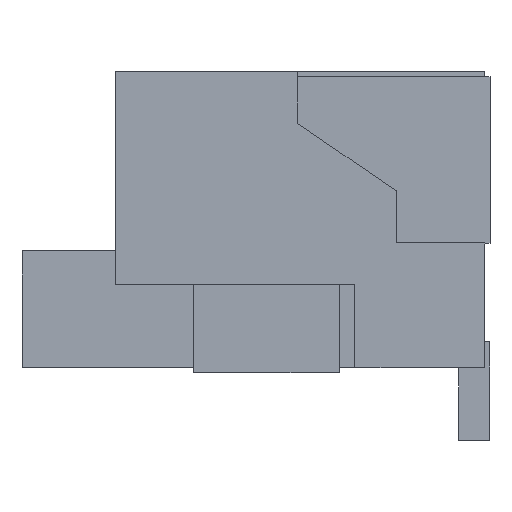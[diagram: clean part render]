
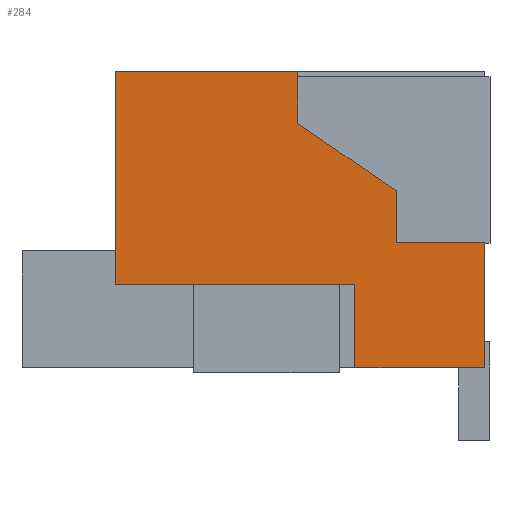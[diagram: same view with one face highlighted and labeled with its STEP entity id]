
A CAD part, left-side view. The second image highlights one B-rep face of the part: STEP entity #284.
In plain terms, the highlighted planar face has unit normal (-1, 0, 0).
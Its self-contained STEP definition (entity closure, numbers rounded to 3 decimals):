
#111 = CARTESIAN_POINT ( 'NONE',  ( -7., 0.1, -2.85 ) ) ;
#192 = FACE_OUTER_BOUND ( 'NONE', #4424, .T. ) ;
#224 = DIRECTION ( 'NONE',  ( -1., 0., 0. ) ) ;
#244 = VECTOR ( 'NONE', #3294, 1000. ) ;
#251 = ORIENTED_EDGE ( 'NONE', *, *, #4556, .T. ) ;
#276 = VERTEX_POINT ( 'NONE', #6114 ) ;
#284 = ADVANCED_FACE ( 'NONE', ( #192 ), #4103, .T. ) ;
#346 = CARTESIAN_POINT ( 'NONE',  ( -7., 1.8, -2.85 ) ) ;
#392 = EDGE_CURVE ( 'NONE', #2764, #4732, #4349, .T. ) ;
#474 = DIRECTION ( 'NONE',  ( 0., 1., 0. ) ) ;
#513 = LINE ( 'NONE', #1159, #1220 ) ;
#665 = ORIENTED_EDGE ( 'NONE', *, *, #2835, .T. ) ;
#697 = VERTEX_POINT ( 'NONE', #5008 ) ;
#752 = DIRECTION ( 'NONE',  ( 0., 0., 1. ) ) ;
#848 = CARTESIAN_POINT ( 'NONE',  ( -7., 3.7, 1.85 ) ) ;
#994 = EDGE_CURVE ( 'NONE', #4732, #1234, #5211, .T. ) ;
#1026 = LINE ( 'NONE', #1830, #5503 ) ;
#1084 = DIRECTION ( 'NONE',  ( 0., 0., -1. ) ) ;
#1159 = CARTESIAN_POINT ( 'NONE',  ( -7., 0.1, -2.85 ) ) ;
#1220 = VECTOR ( 'NONE', #2164, 1000. ) ;
#1234 = VERTEX_POINT ( 'NONE', #4916 ) ;
#1289 = ORIENTED_EDGE ( 'NONE', *, *, #392, .T. ) ;
#1411 = EDGE_CURVE ( 'NONE', #276, #5405, #1026, .T. ) ;
#1446 = CARTESIAN_POINT ( 'NONE',  ( -7., 3.7, 2.85 ) ) ;
#1547 = CARTESIAN_POINT ( 'NONE',  ( -7., 7.2, -1.25 ) ) ;
#1605 = CARTESIAN_POINT ( 'NONE',  ( -7., 2.6, -2.85 ) ) ;
#1677 = VECTOR ( 'NONE', #2997, 1000. ) ;
#1825 = DIRECTION ( 'NONE',  ( 0., 0., 1. ) ) ;
#1830 = CARTESIAN_POINT ( 'NONE',  ( -7., 0.1, -0.45 ) ) ;
#2074 = ORIENTED_EDGE ( 'NONE', *, *, #4346, .T. ) ;
#2125 = VERTEX_POINT ( 'NONE', #5418 ) ;
#2164 = DIRECTION ( 'NONE',  ( 0., -1., 0. ) ) ;
#2379 = CARTESIAN_POINT ( 'NONE',  ( -7., 0.1, 2.85 ) ) ;
#2659 = EDGE_CURVE ( 'NONE', #5040, #3646, #513, .T. ) ;
#2764 = VERTEX_POINT ( 'NONE', #848 ) ;
#2835 = EDGE_CURVE ( 'NONE', #697, #2764, #5171, .T. ) ;
#2876 = ORIENTED_EDGE ( 'NONE', *, *, #994, .T. ) ;
#2955 = ORIENTED_EDGE ( 'NONE', *, *, #3115, .T. ) ;
#2997 = DIRECTION ( 'NONE',  ( 0., 0., 1. ) ) ;
#3092 = DIRECTION ( 'NONE',  ( 0., 0.825, 0.565 ) ) ;
#3115 = EDGE_CURVE ( 'NONE', #5405, #697, #3875, .T. ) ;
#3283 = VECTOR ( 'NONE', #5704, 1000. ) ;
#3294 = DIRECTION ( 'NONE',  ( 0., 1., 0. ) ) ;
#3583 = VECTOR ( 'NONE', #1825, 1000. ) ;
#3646 = VERTEX_POINT ( 'NONE', #111 ) ;
#3769 = LINE ( 'NONE', #1605, #6052 ) ;
#3875 = LINE ( 'NONE', #346, #1677 ) ;
#3881 = ORIENTED_EDGE ( 'NONE', *, *, #2659, .T. ) ;
#4103 = PLANE ( 'NONE',  #5470 ) ;
#4115 = VECTOR ( 'NONE', #3092, 1000. ) ;
#4183 = CARTESIAN_POINT ( 'NONE',  ( -7., 0.1, -1.25 ) ) ;
#4184 = CARTESIAN_POINT ( 'NONE',  ( -7., 0.1, 2.85 ) ) ;
#4208 = CARTESIAN_POINT ( 'NONE',  ( -7., 7.2, -2.85 ) ) ;
#4346 = EDGE_CURVE ( 'NONE', #2125, #5040, #3769, .T. ) ;
#4349 = LINE ( 'NONE', #5244, #6251 ) ;
#4424 = EDGE_LOOP ( 'NONE', ( #2074, #3881, #4801, #5053, #2955, #665, #1289, #2876, #251, #5513 ) ) ;
#4520 = EDGE_CURVE ( 'NONE', #4785, #2125, #6523, .T. ) ;
#4556 = EDGE_CURVE ( 'NONE', #1234, #4785, #5818, .T. ) ;
#4692 = CARTESIAN_POINT ( 'NONE',  ( -7., 1.8, -0.45 ) ) ;
#4717 = DIRECTION ( 'NONE',  ( 0., 0., -1. ) ) ;
#4732 = VERTEX_POINT ( 'NONE', #1446 ) ;
#4785 = VERTEX_POINT ( 'NONE', #1547 ) ;
#4801 = ORIENTED_EDGE ( 'NONE', *, *, #5406, .T. ) ;
#4916 = CARTESIAN_POINT ( 'NONE',  ( -7., 7.2, 2.85 ) ) ;
#4957 = LINE ( 'NONE', #4184, #3583 ) ;
#5008 = CARTESIAN_POINT ( 'NONE',  ( -7., 1.8, 0.55 ) ) ;
#5040 = VERTEX_POINT ( 'NONE', #6532 ) ;
#5053 = ORIENTED_EDGE ( 'NONE', *, *, #1411, .T. ) ;
#5142 = CARTESIAN_POINT ( 'NONE',  ( -7., 0.1, -2.85 ) ) ;
#5171 = LINE ( 'NONE', #6129, #4115 ) ;
#5211 = LINE ( 'NONE', #2379, #244 ) ;
#5244 = CARTESIAN_POINT ( 'NONE',  ( -7., 3.7, -2.85 ) ) ;
#5266 = DIRECTION ( 'NONE',  ( 0., 0., 1. ) ) ;
#5405 = VERTEX_POINT ( 'NONE', #4692 ) ;
#5406 = EDGE_CURVE ( 'NONE', #3646, #276, #4957, .T. ) ;
#5418 = CARTESIAN_POINT ( 'NONE',  ( -7., 2.6, -1.25 ) ) ;
#5470 = AXIS2_PLACEMENT_3D ( 'NONE', #5142, #224, #5266 ) ;
#5503 = VECTOR ( 'NONE', #474, 1000. ) ;
#5513 = ORIENTED_EDGE ( 'NONE', *, *, #4520, .T. ) ;
#5704 = DIRECTION ( 'NONE',  ( 0., -1., 0. ) ) ;
#5818 = LINE ( 'NONE', #4208, #6214 ) ;
#6052 = VECTOR ( 'NONE', #1084, 1000. ) ;
#6114 = CARTESIAN_POINT ( 'NONE',  ( -7., 0.1, -0.45 ) ) ;
#6129 = CARTESIAN_POINT ( 'NONE',  ( -7., 1.8, 0.55 ) ) ;
#6214 = VECTOR ( 'NONE', #4717, 1000. ) ;
#6251 = VECTOR ( 'NONE', #752, 1000. ) ;
#6523 = LINE ( 'NONE', #4183, #3283 ) ;
#6532 = CARTESIAN_POINT ( 'NONE',  ( -7., 2.6, -2.85 ) ) ;
